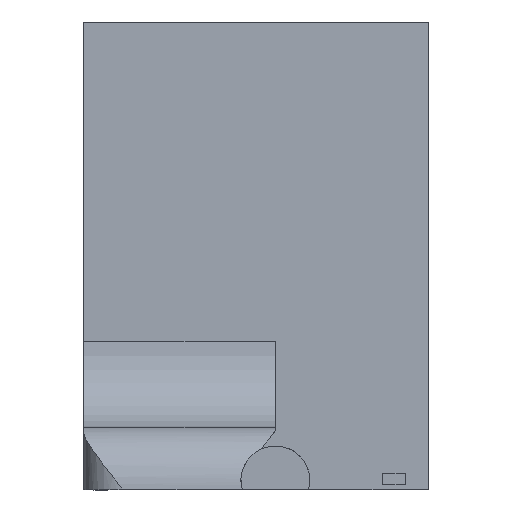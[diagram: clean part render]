
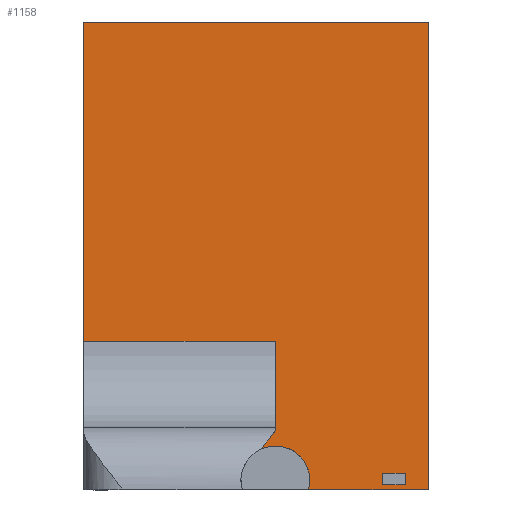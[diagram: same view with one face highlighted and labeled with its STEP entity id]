
A CAD part, left-side view. The second image highlights one B-rep face of the part: STEP entity #1158.
In plain terms, the highlighted planar face has unit normal (-1, 0, 0).
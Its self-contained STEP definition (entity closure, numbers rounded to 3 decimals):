
#32=FACE_BOUND('',#139,.T.);
#46=CIRCLE('',#1240,6.);
#80=FACE_OUTER_BOUND('',#138,.T.);
#138=EDGE_LOOP('',(#946,#947,#948,#949,#950,#951,#952,#953));
#139=EDGE_LOOP('',(#954,#955,#956,#957));
#221=LINE('',#1676,#372);
#241=LINE('',#1720,#392);
#264=LINE('',#1778,#415);
#266=LINE('',#1784,#417);
#268=LINE('',#1788,#419);
#269=LINE('',#1835,#420);
#270=LINE('',#1836,#421);
#271=LINE('',#1839,#422);
#272=LINE('',#1841,#423);
#273=LINE('',#1843,#424);
#274=LINE('',#1844,#425);
#372=VECTOR('',#1348,10.);
#392=VECTOR('',#1392,10.);
#415=VECTOR('',#1443,10.);
#417=VECTOR('',#1449,10.);
#419=VECTOR('',#1455,10.);
#420=VECTOR('',#1464,10.);
#421=VECTOR('',#1465,10.);
#422=VECTOR('',#1466,10.);
#423=VECTOR('',#1467,10.);
#424=VECTOR('',#1468,10.);
#425=VECTOR('',#1469,10.);
#515=VERTEX_POINT('',#1673);
#516=VERTEX_POINT('',#1675);
#527=VERTEX_POINT('',#1717);
#528=VERTEX_POINT('',#1719);
#548=VERTEX_POINT('',#1775);
#549=VERTEX_POINT('',#1777);
#551=VERTEX_POINT('',#1783);
#553=VERTEX_POINT('',#1834);
#554=VERTEX_POINT('',#1837);
#555=VERTEX_POINT('',#1838);
#556=VERTEX_POINT('',#1840);
#557=VERTEX_POINT('',#1842);
#636=EDGE_CURVE('',#515,#516,#221,.T.);
#658=EDGE_CURVE('',#528,#527,#241,.T.);
#687=EDGE_CURVE('',#549,#548,#264,.T.);
#690=EDGE_CURVE('',#551,#549,#266,.T.);
#693=EDGE_CURVE('',#551,#527,#268,.T.);
#697=EDGE_CURVE('',#548,#516,#46,.T.);
#698=EDGE_CURVE('',#515,#553,#269,.T.);
#699=EDGE_CURVE('',#553,#528,#270,.T.);
#700=EDGE_CURVE('',#554,#555,#271,.T.);
#701=EDGE_CURVE('',#556,#554,#272,.T.);
#702=EDGE_CURVE('',#557,#556,#273,.T.);
#703=EDGE_CURVE('',#555,#557,#274,.T.);
#946=ORIENTED_EDGE('',*,*,#693,.F.);
#947=ORIENTED_EDGE('',*,*,#690,.T.);
#948=ORIENTED_EDGE('',*,*,#687,.T.);
#949=ORIENTED_EDGE('',*,*,#697,.T.);
#950=ORIENTED_EDGE('',*,*,#636,.F.);
#951=ORIENTED_EDGE('',*,*,#698,.T.);
#952=ORIENTED_EDGE('',*,*,#699,.T.);
#953=ORIENTED_EDGE('',*,*,#658,.T.);
#954=ORIENTED_EDGE('',*,*,#700,.F.);
#955=ORIENTED_EDGE('',*,*,#701,.F.);
#956=ORIENTED_EDGE('',*,*,#702,.F.);
#957=ORIENTED_EDGE('',*,*,#703,.F.);
#1104=PLANE('',#1239);
#1158=ADVANCED_FACE('',(#80,#32),#1104,.F.);
#1239=AXIS2_PLACEMENT_3D('',#1832,#1460,#1461);
#1240=AXIS2_PLACEMENT_3D('',#1833,#1462,#1463);
#1348=DIRECTION('',(0.,1.,0.));
#1392=DIRECTION('',(0.,0.,-1.));
#1443=DIRECTION('',(0.,0.617,-0.787));
#1449=DIRECTION('',(0.,0.,-1.));
#1455=DIRECTION('',(0.,1.,0.));
#1460=DIRECTION('center_axis',(1.,0.,0.));
#1461=DIRECTION('ref_axis',(0.,0.,-1.));
#1462=DIRECTION('center_axis',(1.,0.,0.));
#1463=DIRECTION('ref_axis',(0.,-1.,0.));
#1464=DIRECTION('',(0.,0.,1.));
#1465=DIRECTION('',(0.,1.,0.));
#1466=DIRECTION('',(0.,-1.,0.));
#1467=DIRECTION('',(0.,0.,-1.));
#1468=DIRECTION('',(0.,1.,0.));
#1469=DIRECTION('',(0.,0.,1.));
#1673=CARTESIAN_POINT('',(-240.123,-60.,54.116));
#1675=CARTESIAN_POINT('',(-240.123,-39.138,54.116));
#1676=CARTESIAN_POINT('',(-240.123,-10.,54.116));
#1717=CARTESIAN_POINT('',(-240.123,0.,80.));
#1719=CARTESIAN_POINT('',(-240.123,0.,135.547));
#1720=CARTESIAN_POINT('',(-240.123,0.,86.689));
#1775=CARTESIAN_POINT('',(-240.123,-30.798,61.193));
#1777=CARTESIAN_POINT('',(-240.123,-33.371,64.477));
#1778=CARTESIAN_POINT('',(-240.123,-22.157,50.164));
#1783=CARTESIAN_POINT('',(-240.123,-33.371,80.));
#1784=CARTESIAN_POINT('',(-240.123,-33.371,43.16));
#1788=CARTESIAN_POINT('',(-240.123,-11.686,80.));
#1832=CARTESIAN_POINT('Origin',(-240.123,10.,24.547));
#1833=CARTESIAN_POINT('Origin',(-240.123,-33.371,55.772));
#1834=CARTESIAN_POINT('',(-240.123,-60.,135.547));
#1835=CARTESIAN_POINT('',(-240.123,-60.,132.547));
#1836=CARTESIAN_POINT('',(-240.123,10.,135.547));
#1837=CARTESIAN_POINT('',(-240.123,-52.,55.));
#1838=CARTESIAN_POINT('',(-240.123,-56.,55.));
#1839=CARTESIAN_POINT('',(-240.123,-21.,55.));
#1840=CARTESIAN_POINT('',(-240.123,-52.,57.));
#1841=CARTESIAN_POINT('',(-240.123,-52.,40.774));
#1842=CARTESIAN_POINT('',(-240.123,-56.,57.));
#1843=CARTESIAN_POINT('',(-240.123,-23.,57.));
#1844=CARTESIAN_POINT('',(-240.123,-56.,39.774));
